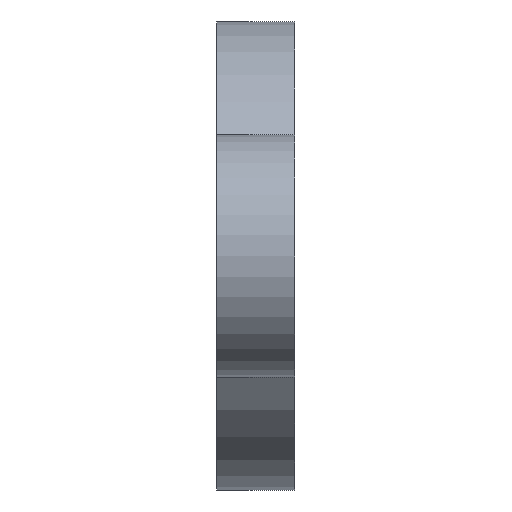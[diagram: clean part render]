
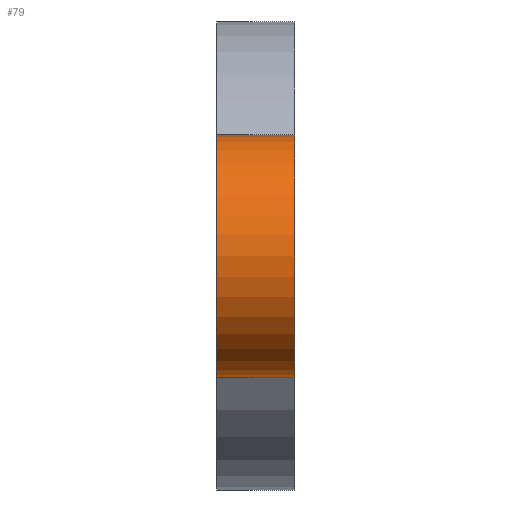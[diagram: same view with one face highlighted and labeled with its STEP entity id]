
A CAD part, front view. The second image highlights one B-rep face of the part: STEP entity #79.
In plain terms, the highlighted cylindrical face has radius 14 mm (diameter 28 mm), a partial arc.
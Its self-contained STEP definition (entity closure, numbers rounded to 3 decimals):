
#17 = CIRCLE ( 'NONE', #728, 14. ) ;
#46 = EDGE_CURVE ( 'NONE', #214, #608, #288, .T. ) ;
#59 = CYLINDRICAL_SURFACE ( 'NONE', #494, 14. ) ;
#65 = CARTESIAN_POINT ( 'NONE',  ( 9., 0., 0. ) ) ;
#67 = ORIENTED_EDGE ( 'NONE', *, *, #46, .F. ) ;
#79 = ADVANCED_FACE ( 'NONE', ( #234 ), #59, .T. ) ;
#91 = VERTEX_POINT ( 'NONE', #466 ) ;
#105 = VERTEX_POINT ( 'NONE', #65 ) ;
#107 = CARTESIAN_POINT ( 'NONE',  ( 0., 0., -28. ) ) ;
#125 = DIRECTION ( 'NONE',  ( -1., 0., 0. ) ) ;
#127 = EDGE_LOOP ( 'NONE', ( #597, #67, #237, #393 ) ) ;
#142 = DIRECTION ( 'NONE',  ( -1., 0., 0. ) ) ;
#164 = EDGE_CURVE ( 'NONE', #105, #91, #586, .T. ) ;
#214 = VERTEX_POINT ( 'NONE', #258 ) ;
#234 = FACE_OUTER_BOUND ( 'NONE', #127, .T. ) ;
#237 = ORIENTED_EDGE ( 'NONE', *, *, #240, .F. ) ;
#240 = EDGE_CURVE ( 'NONE', #105, #214, #578, .T. ) ;
#243 = CARTESIAN_POINT ( 'NONE',  ( 9., 0., -14. ) ) ;
#245 = DIRECTION ( 'NONE',  ( 1., 0., 0. ) ) ;
#253 = CARTESIAN_POINT ( 'NONE',  ( 0., 0., -14. ) ) ;
#258 = CARTESIAN_POINT ( 'NONE',  ( 9., 0., -28. ) ) ;
#265 = EDGE_CURVE ( 'NONE', #91, #608, #17, .T. ) ;
#288 = LINE ( 'NONE', #351, #416 ) ;
#291 = DIRECTION ( 'NONE',  ( -1., 0., 0. ) ) ;
#351 = CARTESIAN_POINT ( 'NONE',  ( 9., 0., -28. ) ) ;
#393 = ORIENTED_EDGE ( 'NONE', *, *, #164, .T. ) ;
#396 = VECTOR ( 'NONE', #142, 1000. ) ;
#416 = VECTOR ( 'NONE', #291, 1000. ) ;
#422 = DIRECTION ( 'NONE',  ( 0., 0., -1. ) ) ;
#434 = DIRECTION ( 'NONE',  ( 0., 0., -1. ) ) ;
#437 = CARTESIAN_POINT ( 'NONE',  ( 9., 0., -14. ) ) ;
#466 = CARTESIAN_POINT ( 'NONE',  ( 0., 0., 0. ) ) ;
#489 = CARTESIAN_POINT ( 'NONE',  ( 9., 0., 0. ) ) ;
#494 = AXIS2_PLACEMENT_3D ( 'NONE', #243, #125, #526 ) ;
#526 = DIRECTION ( 'NONE',  ( 0., 0., 1. ) ) ;
#578 = CIRCLE ( 'NONE', #626, 14. ) ;
#586 = LINE ( 'NONE', #489, #396 ) ;
#597 = ORIENTED_EDGE ( 'NONE', *, *, #265, .T. ) ;
#608 = VERTEX_POINT ( 'NONE', #107 ) ;
#626 = AXIS2_PLACEMENT_3D ( 'NONE', #437, #714, #422 ) ;
#714 = DIRECTION ( 'NONE',  ( 1., 0., 0. ) ) ;
#728 = AXIS2_PLACEMENT_3D ( 'NONE', #253, #245, #434 ) ;
